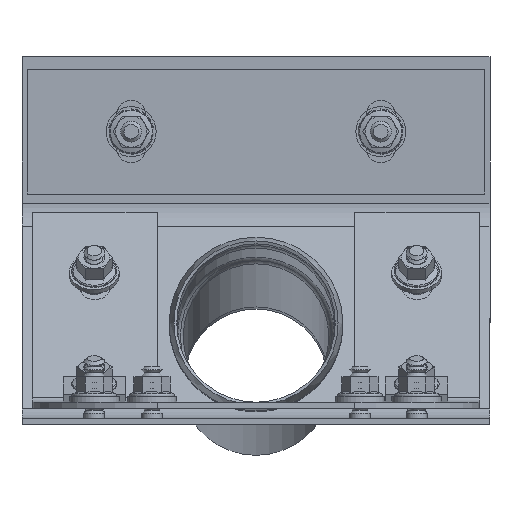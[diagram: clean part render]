
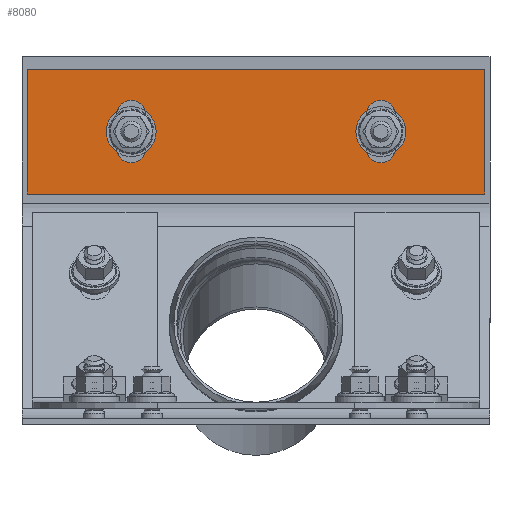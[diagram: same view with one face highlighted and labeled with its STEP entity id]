
A CAD part, left-side view. The second image highlights one B-rep face of the part: STEP entity #8080.
In plain terms, the highlighted planar face has unit normal (-1, 0, 0).
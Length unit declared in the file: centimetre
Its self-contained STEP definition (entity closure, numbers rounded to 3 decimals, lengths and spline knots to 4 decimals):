
#583=FACE_BOUND('',#2142,.T.);
#584=FACE_BOUND('',#2143,.T.);
#911=CIRCLE('',#8938,7.);
#913=CIRCLE('',#8942,7.);
#915=CIRCLE('',#8946,7.);
#917=CIRCLE('',#8950,7.);
#1171=PLANE('',#8956);
#1585=FACE_OUTER_BOUND('',#2141,.T.);
#2141=EDGE_LOOP('',(#6641,#6642,#6643,#6644));
#2142=EDGE_LOOP('',(#6645,#6646,#6647,#6648));
#2143=EDGE_LOOP('',(#6649,#6650,#6651,#6652));
#2755=LINE('',#13479,#3259);
#2760=LINE('',#13493,#3264);
#2763=LINE('',#13503,#3267);
#2768=LINE('',#13517,#3272);
#2771=LINE('',#13527,#3275);
#2775=LINE('',#13535,#3279);
#2778=LINE('',#13541,#3282);
#2781=LINE('',#13546,#3285);
#3259=VECTOR('',#10875,1.);
#3264=VECTOR('',#10888,1.);
#3267=VECTOR('',#10899,1.);
#3272=VECTOR('',#10912,1.);
#3275=VECTOR('',#10923,1.);
#3279=VECTOR('',#10929,1.);
#3282=VECTOR('',#10934,1.);
#3285=VECTOR('',#10939,1.);
#3800=VERTEX_POINT('',#13477);
#3801=VERTEX_POINT('',#13478);
#3804=VERTEX_POINT('',#13486);
#3806=VERTEX_POINT('',#13492);
#3808=VERTEX_POINT('',#13501);
#3809=VERTEX_POINT('',#13502);
#3812=VERTEX_POINT('',#13510);
#3814=VERTEX_POINT('',#13516);
#3816=VERTEX_POINT('',#13525);
#3817=VERTEX_POINT('',#13526);
#3820=VERTEX_POINT('',#13534);
#3822=VERTEX_POINT('',#13540);
#4777=EDGE_CURVE('',#3800,#3801,#2755,.T.);
#4781=EDGE_CURVE('',#3801,#3804,#911,.T.);
#4784=EDGE_CURVE('',#3804,#3806,#2760,.T.);
#4787=EDGE_CURVE('',#3806,#3800,#913,.T.);
#4789=EDGE_CURVE('',#3808,#3809,#2763,.T.);
#4793=EDGE_CURVE('',#3809,#3812,#915,.T.);
#4796=EDGE_CURVE('',#3812,#3814,#2768,.T.);
#4799=EDGE_CURVE('',#3814,#3808,#917,.T.);
#4801=EDGE_CURVE('',#3816,#3817,#2771,.T.);
#4805=EDGE_CURVE('',#3817,#3820,#2775,.T.);
#4808=EDGE_CURVE('',#3820,#3822,#2778,.T.);
#4811=EDGE_CURVE('',#3822,#3816,#2781,.T.);
#6641=ORIENTED_EDGE('',*,*,#4801,.F.);
#6642=ORIENTED_EDGE('',*,*,#4811,.F.);
#6643=ORIENTED_EDGE('',*,*,#4808,.F.);
#6644=ORIENTED_EDGE('',*,*,#4805,.F.);
#6645=ORIENTED_EDGE('',*,*,#4777,.T.);
#6646=ORIENTED_EDGE('',*,*,#4781,.T.);
#6647=ORIENTED_EDGE('',*,*,#4784,.T.);
#6648=ORIENTED_EDGE('',*,*,#4787,.T.);
#6649=ORIENTED_EDGE('',*,*,#4789,.T.);
#6650=ORIENTED_EDGE('',*,*,#4793,.T.);
#6651=ORIENTED_EDGE('',*,*,#4796,.T.);
#6652=ORIENTED_EDGE('',*,*,#4799,.T.);
#8080=ADVANCED_FACE('',(#1585,#583,#584),#1171,.T.);
#8938=AXIS2_PLACEMENT_3D('',#13487,#10881,#10882);
#8942=AXIS2_PLACEMENT_3D('',#13498,#10893,#10894);
#8946=AXIS2_PLACEMENT_3D('',#13511,#10905,#10906);
#8950=AXIS2_PLACEMENT_3D('',#13522,#10917,#10918);
#8956=AXIS2_PLACEMENT_3D('',#13548,#10941,#10942);
#10875=DIRECTION('',(0.,0.,-1.));
#10881=DIRECTION('center_axis',(1.,0.,0.));
#10882=DIRECTION('ref_axis',(0.,0.,
-1.));
#10888=DIRECTION('',(0.,0.,1.));
#10893=DIRECTION('center_axis',(1.,0.,0.));
#10894=DIRECTION('ref_axis',(0.,0.,
1.));
#10899=DIRECTION('',(0.,0.,1.));
#10905=DIRECTION('center_axis',(1.,0.,0.));
#10906=DIRECTION('ref_axis',(0.,0.,
1.));
#10912=DIRECTION('',(0.,0.,-1.));
#10917=DIRECTION('center_axis',(1.,0.,0.));
#10918=DIRECTION('ref_axis',(0.,0.,
-1.));
#10923=DIRECTION('',(0.,1.,0.));
#10929=DIRECTION('',(0.,0.,1.));
#10934=DIRECTION('',(0.,-1.,0.));
#10939=DIRECTION('',(0.,0.,-1.));
#10941=DIRECTION('center_axis',(-1.,0.,0.));
#10942=DIRECTION('ref_axis',(0.,-1.,0.));
#13477=CARTESIAN_POINT('',(334.1226,221.3128,-146.508));
#13478=CARTESIAN_POINT('',(334.1226,221.3128,-162.508));
#13479=CARTESIAN_POINT('',(334.1226,221.3128,-150.508));
#13486=CARTESIAN_POINT('',(334.1226,235.3128,-162.508));
#13487=CARTESIAN_POINT('Origin',(334.1226,228.3128,-162.508));
#13492=CARTESIAN_POINT('',(334.1226,235.3128,-146.508));
#13493=CARTESIAN_POINT('',(334.1226,235.3128,-158.508));
#13498=CARTESIAN_POINT('Origin',(334.1226,228.3128,-146.508));
#13501=CARTESIAN_POINT('',(334.1226,355.3128,-162.508));
#13502=CARTESIAN_POINT('',(334.1226,355.3128,-146.508));
#13503=CARTESIAN_POINT('',(334.1226,355.3128,-158.508));
#13510=CARTESIAN_POINT('',(334.1226,341.3128,-146.508));
#13511=CARTESIAN_POINT('Origin',(334.1226,348.3128,-146.508));
#13516=CARTESIAN_POINT('',(334.1226,341.3128,-162.508));
#13517=CARTESIAN_POINT('',(334.1226,341.3128,-150.508));
#13522=CARTESIAN_POINT('Origin',(334.1226,348.3128,-162.508));
#13525=CARTESIAN_POINT('',(334.1226,178.3128,-184.508));
#13526=CARTESIAN_POINT('',(334.1226,398.3128,-184.508));
#13527=CARTESIAN_POINT('',(334.1226,398.3128,-184.508));
#13534=CARTESIAN_POINT('',(334.1226,398.3128,-124.508));
#13535=CARTESIAN_POINT('',(334.1226,398.3128,-124.508));
#13540=CARTESIAN_POINT('',(334.1226,178.3128,-124.508));
#13541=CARTESIAN_POINT('',(334.1226,178.3128,-124.508));
#13546=CARTESIAN_POINT('',(334.1226,178.3128,-184.508));
#13548=CARTESIAN_POINT('Origin',(334.1226,288.3128,-154.508));
